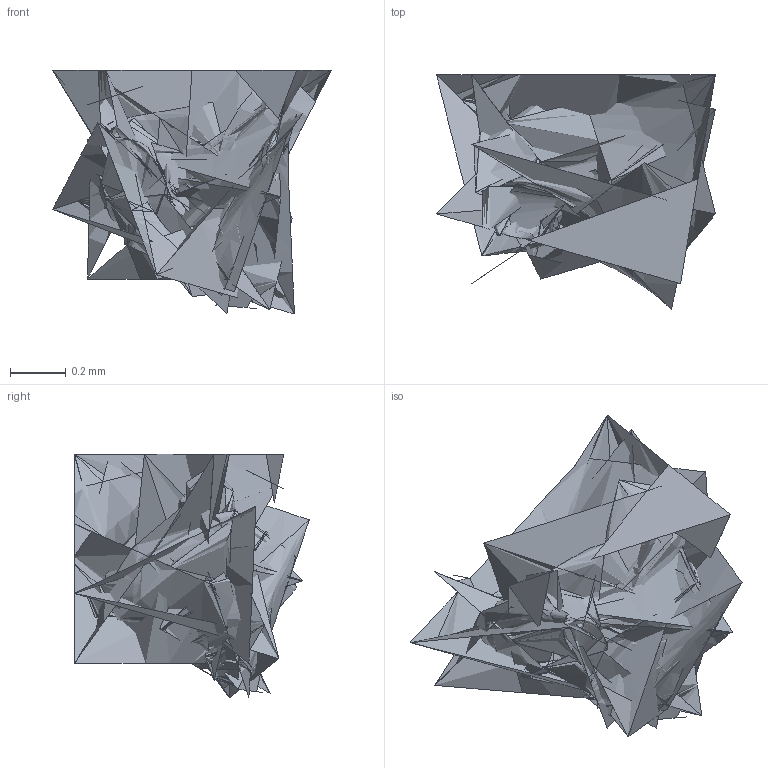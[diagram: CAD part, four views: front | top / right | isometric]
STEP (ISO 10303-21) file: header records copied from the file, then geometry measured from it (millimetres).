
FILE_DESCRIPTION(('Shape Data from Truck'), '2;1');
FILE_NAME('creased_cube.step', '2025-07-25 17:44:24.887919589', (('')), (('')), 'truck', '', '');
FILE_SCHEMA(('ISO-10303-042'));
Length unit declared in the file: millimetre
Bounding box: 1 x 0.84 x 0.88 mm (x, y, z)
Surface area: 9.9 mm2 (no closed solid volume)
Topology: 0 solids, 76 shells, 76 faces, 304 edges, 291 vertices
Faces by surface type: bspline 76
Entity records: 3469 total; most frequent: CARTESIAN_POINT 2016, ORIENTED_EDGE 288, EDGE_CURVE 288, VERTEX_POINT 288, B_SPLINE_CURVE_WITH_KNOTS 288, FACE_SURFACE 72, FACE_BOUND 72, EDGE_LOOP 72
